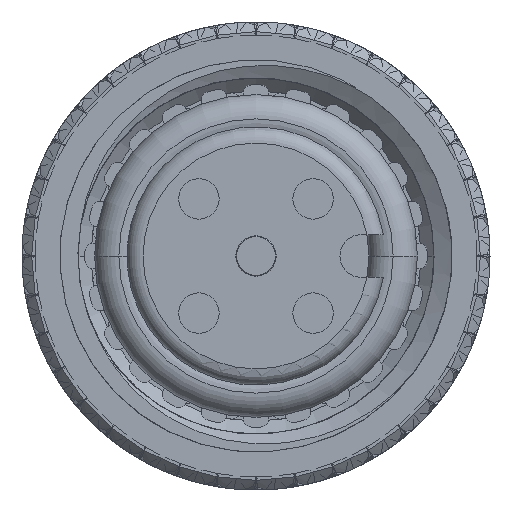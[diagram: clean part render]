
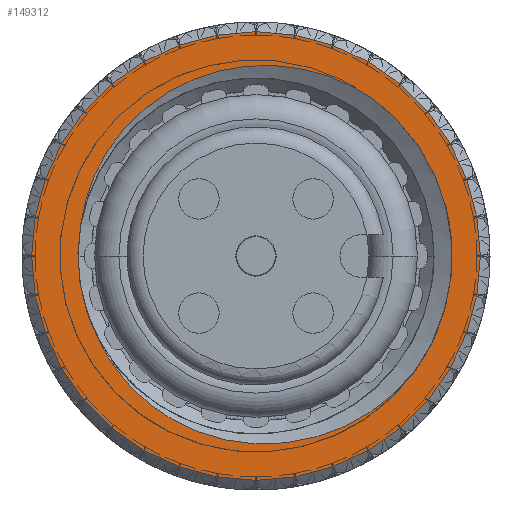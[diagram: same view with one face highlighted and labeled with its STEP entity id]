
A CAD part, left-side view. The second image highlights one B-rep face of the part: STEP entity #149312.
In plain terms, the highlighted planar face has unit normal (-1, 0, 0).
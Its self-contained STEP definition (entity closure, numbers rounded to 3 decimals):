
#99764=CARTESIAN_POINT('',(0.,0.,0.));
#99765=DIRECTION('',(-1.,0.,0.));
#99766=DIRECTION('',(0.,1.,0.));
#99767=AXIS2_PLACEMENT_3D('',#99764,#99765,#99766);
#99769=CARTESIAN_POINT('',(0.,0.,0.));
#99770=DIRECTION('',(-1.,0.,0.));
#99771=DIRECTION('',(0.,-1.,0.));
#99772=AXIS2_PLACEMENT_3D('',#99769,#99770,#99771);
#99774=CARTESIAN_POINT('',(0.,-4.883,-3.616));
#99775=CARTESIAN_POINT('',(0.,-4.742,-3.79));
#99776=CARTESIAN_POINT('',(0.,-4.444,-4.117));
#99777=CARTESIAN_POINT('',(0.,-3.94,-4.561));
#99778=CARTESIAN_POINT('',(0.,-3.414,-4.93));
#99779=CARTESIAN_POINT('',(0.,-2.876,-5.229));
#99780=CARTESIAN_POINT('',(0.,-2.307,-5.474));
#99781=CARTESIAN_POINT('',(0.,-1.688,-5.665));
#99782=CARTESIAN_POINT('',(0.,-0.99,-5.797));
#99783=CARTESIAN_POINT('',(0.,-0.214,-5.843));
#99784=CARTESIAN_POINT('',(0.,0.559,-5.782));
#99785=CARTESIAN_POINT('',(0.,1.301,-5.624));
#99786=CARTESIAN_POINT('',(0.,2.011,-5.372));
#99787=CARTESIAN_POINT('',(0.,2.672,-5.035));
#99788=CARTESIAN_POINT('',(0.,3.252,-4.637));
#99789=CARTESIAN_POINT('',(0.,3.76,-4.191));
#99790=CARTESIAN_POINT('',(0.,4.207,-3.692));
#99791=CARTESIAN_POINT('',(0.,4.595,-3.139));
#99792=CARTESIAN_POINT('',(0.,4.805,-2.744));
#99793=CARTESIAN_POINT('',(0.,4.899,-2.538));
#99795=CARTESIAN_POINT('',(0.,-3.616,4.883));
#99796=CARTESIAN_POINT('',(0.,-3.811,4.739));
#99797=CARTESIAN_POINT('',(0.,-4.178,4.431));
#99798=CARTESIAN_POINT('',(0.,-4.672,3.907));
#99799=CARTESIAN_POINT('',(0.,-5.097,3.332));
#99800=CARTESIAN_POINT('',(0.,-5.455,2.708));
#99801=CARTESIAN_POINT('',(0.,-5.742,2.034));
#99802=CARTESIAN_POINT('',(0.,-5.948,1.314));
#99803=CARTESIAN_POINT('',(0.,-6.064,0.578));
#99804=CARTESIAN_POINT('',(0.,-6.089,-0.165));
#99805=CARTESIAN_POINT('',(0.,-6.024,-0.904));
#99806=CARTESIAN_POINT('',(0.,-5.867,-1.635));
#99807=CARTESIAN_POINT('',(0.,-5.627,-2.331));
#99808=CARTESIAN_POINT('',(0.,-5.304,-2.994));
#99809=CARTESIAN_POINT('',(0.,-5.033,-3.413));
#99810=CARTESIAN_POINT('',(0.,-4.883,-3.616));
#99812=CARTESIAN_POINT('',(0.,5.426,1.));
#99813=CARTESIAN_POINT('',(0.,5.403,1.177));
#99814=CARTESIAN_POINT('',(0.,5.339,1.526));
#99815=CARTESIAN_POINT('',(0.,5.192,2.041));
#99816=CARTESIAN_POINT('',(0.,4.999,2.534));
#99817=CARTESIAN_POINT('',(0.,4.761,3.007));
#99818=CARTESIAN_POINT('',(0.,4.466,3.476));
#99819=CARTESIAN_POINT('',(0.,4.096,3.95));
#99820=CARTESIAN_POINT('',(0.,3.635,4.422));
#99821=CARTESIAN_POINT('',(0.,3.081,4.867));
#99822=CARTESIAN_POINT('',(0.,2.441,5.258));
#99823=CARTESIAN_POINT('',(0.,1.771,5.554));
#99824=CARTESIAN_POINT('',(0.,1.094,5.76));
#99825=CARTESIAN_POINT('',(0.,0.404,5.882));
#99826=CARTESIAN_POINT('',(0.,-0.302,5.921));
#99827=CARTESIAN_POINT('',(0.,-1.006,5.875));
#99828=CARTESIAN_POINT('',(0.,-1.7,5.747));
#99829=CARTESIAN_POINT('',(0.,-2.373,5.539));
#99830=CARTESIAN_POINT('',(0.,-3.018,5.252));
#99831=CARTESIAN_POINT('',(0.,-3.421,5.014));
#99832=CARTESIAN_POINT('',(0.,-3.616,4.883));
#143276=CARTESIAN_POINT('',(0.,0.,0.));
#143277=DIRECTION('',(1.,0.,0.));
#143278=DIRECTION('',(0.,0.888,-0.46));
#143279=AXIS2_PLACEMENT_3D('',#143276,#143277,#143278);
#145010=CARTESIAN_POINT('',(0.,6.95,0.));
#145011=CARTESIAN_POINT('',(0.,-6.95,0.));
#145012=VERTEX_POINT('',#145010);
#145013=VERTEX_POINT('',#145011);
#145098=VERTEX_POINT('',#99812);
#145099=VERTEX_POINT('',#99832);
#145100=VERTEX_POINT('',#99810);
#145101=VERTEX_POINT('',#99793);
#149291=CARTESIAN_POINT('',(0.,0.,0.));
#149292=DIRECTION('',(1.,0.,0.));
#149293=DIRECTION('',(0.,-1.,0.));
#149294=AXIS2_PLACEMENT_3D('',#149291,#149292,#149293);
#149295=PLANE('',#149294);
#149297=ORIENTED_EDGE('',*,*,#149296,.F.);
#149299=ORIENTED_EDGE('',*,*,#149298,.F.);
#149300=EDGE_LOOP('',(#149297,#149299));
#149301=FACE_OUTER_BOUND('',#149300,.F.);
#149303=ORIENTED_EDGE('',*,*,#149302,.F.);
#149305=ORIENTED_EDGE('',*,*,#149304,.F.);
#149307=ORIENTED_EDGE('',*,*,#149306,.F.);
#149309=ORIENTED_EDGE('',*,*,#149308,.F.);
#149310=EDGE_LOOP('',(#149303,#149305,#149307,#149309));
#149311=FACE_BOUND('',#149310,.F.);
#149312=ADVANCED_FACE('',(#149301,#149311),#149295,.F.);
#99768=CIRCLE('',#99767,6.95);
#99773=CIRCLE('',#99772,6.95);
#99794=B_SPLINE_CURVE_WITH_KNOTS('',3,(#99774,#99775,#99776,#99777,#99778,
#99779,#99780,#99781,#99782,#99783,#99784,#99785,#99786,#99787,#99788,#99789,
#99790,#99791,#99792,#99793),.UNSPECIFIED.,.F.,.F.,(4,1,1,1,1,1,1,1,1,1,1,1,1,1,
1,1,1,4),(0.,0.059,0.118,0.176,
0.235,0.294,0.353,0.412,
0.471,0.529,0.588,0.647,
0.706,0.765,0.824,0.882,
0.941,1.),.UNSPECIFIED.);
#99811=B_SPLINE_CURVE_WITH_KNOTS('',3,(#99795,#99796,#99797,#99798,#99799,
#99800,#99801,#99802,#99803,#99804,#99805,#99806,#99807,#99808,#99809,#99810),
.UNSPECIFIED.,.F.,.F.,(4,1,1,1,1,1,1,1,1,1,1,1,1,4),(0.,0.077,
0.154,0.231,0.308,0.385,
0.462,0.538,0.615,0.692,
0.769,0.846,0.923,1.),.UNSPECIFIED.);
#99833=B_SPLINE_CURVE_WITH_KNOTS('',3,(#99812,#99813,#99814,#99815,#99816,
#99817,#99818,#99819,#99820,#99821,#99822,#99823,#99824,#99825,#99826,#99827,
#99828,#99829,#99830,#99831,#99832),.UNSPECIFIED.,.F.,.F.,(4,1,1,1,1,1,1,1,1,1,
1,1,1,1,1,1,1,1,4),(0.,0.056,0.111,0.167,
0.222,0.278,0.333,0.389,
0.444,0.5,0.556,0.611,0.667,
0.722,0.778,0.833,0.889,
0.944,1.),.UNSPECIFIED.);
#143280=CIRCLE('',#143279,5.518);
#149296=EDGE_CURVE('',#145012,#145013,#99768,.T.);
#149298=EDGE_CURVE('',#145013,#145012,#99773,.T.);
#149302=EDGE_CURVE('',#145101,#145098,#143280,.T.);
#149304=EDGE_CURVE('',#145100,#145101,#99794,.T.);
#149306=EDGE_CURVE('',#145099,#145100,#99811,.T.);
#149308=EDGE_CURVE('',#145098,#145099,#99833,.T.);
